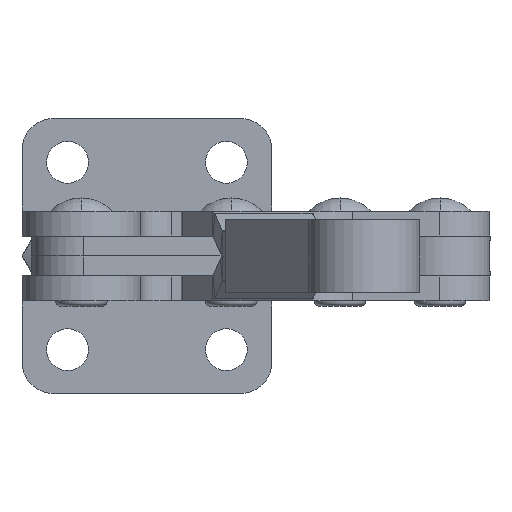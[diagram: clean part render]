
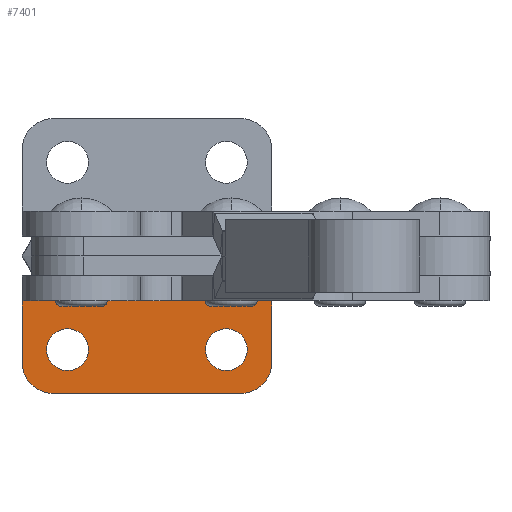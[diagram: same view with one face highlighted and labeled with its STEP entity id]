
A CAD part, front view. The second image highlights one B-rep face of the part: STEP entity #7401.
In plain terms, the highlighted planar face has unit normal (0, -1, 0).
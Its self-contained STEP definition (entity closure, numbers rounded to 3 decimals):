
#31 = DIRECTION ( 'NONE',  ( 0., 0., -1. ) ) ;
#237 = EDGE_CURVE ( 'NONE', #7230, #8419, #1918, .T. ) ;
#282 = EDGE_CURVE ( 'NONE', #7058, #8222, #861, .T. ) ;
#306 = AXIS2_PLACEMENT_3D ( 'NONE', #2708, #2065, #7873 ) ;
#435 = AXIS2_PLACEMENT_3D ( 'NONE', #3993, #7722, #1900 ) ;
#468 = AXIS2_PLACEMENT_3D ( 'NONE', #2912, #3606, #8360 ) ;
#515 = CARTESIAN_POINT ( 'NONE',  ( 0., -4., -10.4 ) ) ;
#567 = ORIENTED_EDGE ( 'NONE', *, *, #5306, .F. ) ;
#647 = VERTEX_POINT ( 'NONE', #5582 ) ;
#749 = AXIS2_PLACEMENT_3D ( 'NONE', #2373, #7168, #3044 ) ;
#790 = EDGE_CURVE ( 'NONE', #1171, #858, #3714, .T. ) ;
#849 = CARTESIAN_POINT ( 'NONE',  ( 32.7, -4., -18.2 ) ) ;
#858 = VERTEX_POINT ( 'NONE', #2290 ) ;
#861 = LINE ( 'NONE', #7582, #7870 ) ;
#1171 = VERTEX_POINT ( 'NONE', #7084 ) ;
#1217 = DIRECTION ( 'NONE',  ( 0., -1., 0. ) ) ;
#1418 = DIRECTION ( 'NONE',  ( 0., 0., -1. ) ) ;
#1503 = CARTESIAN_POINT ( 'NONE',  ( 35., -4., -25.2 ) ) ;
#1687 = EDGE_CURVE ( 'NONE', #8419, #7230, #3192, .T. ) ;
#1694 = EDGE_LOOP ( 'NONE', ( #6198, #7176 ) ) ;
#1723 = ORIENTED_EDGE ( 'NONE', *, *, #3341, .T. ) ;
#1868 = VECTOR ( 'NONE', #1418, 1000. ) ;
#1900 = DIRECTION ( 'NONE',  ( -1., 0., 0. ) ) ;
#1918 = CIRCLE ( 'NONE', #1979, 3.35 ) ;
#1979 = AXIS2_PLACEMENT_3D ( 'NONE', #849, #8251, #4214 ) ;
#2065 = DIRECTION ( 'NONE',  ( 0., -1., 0. ) ) ;
#2290 = CARTESIAN_POINT ( 'NONE',  ( 10.65, -4., -18.2 ) ) ;
#2373 = CARTESIAN_POINT ( 'NONE',  ( 35., -4., -20.2 ) ) ;
#2480 = AXIS2_PLACEMENT_3D ( 'NONE', #5310, #1217, #5979 ) ;
#2558 = DIRECTION ( 'NONE',  ( -1., 0., 0. ) ) ;
#2708 = CARTESIAN_POINT ( 'NONE',  ( 32.7, -4., -18.2 ) ) ;
#2809 = VERTEX_POINT ( 'NONE', #3040 ) ;
#2912 = CARTESIAN_POINT ( 'NONE',  ( -23.864, -4., -11.861 ) ) ;
#2917 = VERTEX_POINT ( 'NONE', #6516 ) ;
#3040 = CARTESIAN_POINT ( 'NONE',  ( 0., -4., -20.2 ) ) ;
#3044 = DIRECTION ( 'NONE',  ( -1., 0., 0. ) ) ;
#3192 = CIRCLE ( 'NONE', #306, 3.35 ) ;
#3341 = EDGE_CURVE ( 'NONE', #2809, #2917, #4793, .T. ) ;
#3383 = CIRCLE ( 'NONE', #2480, 3.35 ) ;
#3499 = CARTESIAN_POINT ( 'NONE',  ( 36.05, -4., -18.2 ) ) ;
#3606 = DIRECTION ( 'NONE',  ( 0., 1., 0. ) ) ;
#3714 = CIRCLE ( 'NONE', #435, 3.35 ) ;
#3849 = VERTEX_POINT ( 'NONE', #1503 ) ;
#3993 = CARTESIAN_POINT ( 'NONE',  ( 7.3, -4., -18.2 ) ) ;
#4099 = CARTESIAN_POINT ( 'NONE',  ( 29.35, -4., -18.2 ) ) ;
#4214 = DIRECTION ( 'NONE',  ( -1., 0., 0. ) ) ;
#4240 = CIRCLE ( 'NONE', #749, 5. ) ;
#4409 = ORIENTED_EDGE ( 'NONE', *, *, #7705, .T. ) ;
#4568 = ORIENTED_EDGE ( 'NONE', *, *, #4772, .T. ) ;
#4601 = CARTESIAN_POINT ( 'NONE',  ( 40., -4., -10.4 ) ) ;
#4709 = DIRECTION ( 'NONE',  ( 1., 0., 0. ) ) ;
#4772 = EDGE_CURVE ( 'NONE', #8222, #2809, #7112, .T. ) ;
#4793 = CIRCLE ( 'NONE', #8117, 5. ) ;
#5092 = ORIENTED_EDGE ( 'NONE', *, *, #237, .F. ) ;
#5262 = VECTOR ( 'NONE', #31, 1000. ) ;
#5306 = EDGE_CURVE ( 'NONE', #7058, #647, #5477, .T. ) ;
#5310 = CARTESIAN_POINT ( 'NONE',  ( 7.3, -4., -18.2 ) ) ;
#5477 = LINE ( 'NONE', #6872, #5262 ) ;
#5582 = CARTESIAN_POINT ( 'NONE',  ( 40., -4., -20.2 ) ) ;
#5630 = PLANE ( 'NONE',  #468 ) ;
#5688 = ORIENTED_EDGE ( 'NONE', *, *, #282, .T. ) ;
#5844 = ORIENTED_EDGE ( 'NONE', *, *, #1687, .F. ) ;
#5979 = DIRECTION ( 'NONE',  ( -1., 0., 0. ) ) ;
#6198 = ORIENTED_EDGE ( 'NONE', *, *, #6573, .F. ) ;
#6378 = FACE_BOUND ( 'NONE', #1694, .T. ) ;
#6450 = DIRECTION ( 'NONE',  ( -1., 0., 0. ) ) ;
#6467 = VECTOR ( 'NONE', #4709, 1000. ) ;
#6481 = DIRECTION ( 'NONE',  ( 0., -1., 0. ) ) ;
#6516 = CARTESIAN_POINT ( 'NONE',  ( 5., -4., -25.2 ) ) ;
#6573 = EDGE_CURVE ( 'NONE', #858, #1171, #3383, .T. ) ;
#6578 = FACE_OUTER_BOUND ( 'NONE', #7082, .T. ) ;
#6687 = ORIENTED_EDGE ( 'NONE', *, *, #7512, .T. ) ;
#6872 = CARTESIAN_POINT ( 'NONE',  ( 40., -4., -11.861 ) ) ;
#7058 = VERTEX_POINT ( 'NONE', #4601 ) ;
#7082 = EDGE_LOOP ( 'NONE', ( #5688, #4568, #1723, #4409, #6687, #567 ) ) ;
#7084 = CARTESIAN_POINT ( 'NONE',  ( 3.95, -4., -18.2 ) ) ;
#7112 = LINE ( 'NONE', #8245, #1868 ) ;
#7168 = DIRECTION ( 'NONE',  ( 0., -1., 0. ) ) ;
#7176 = ORIENTED_EDGE ( 'NONE', *, *, #790, .F. ) ;
#7230 = VERTEX_POINT ( 'NONE', #4099 ) ;
#7298 = CARTESIAN_POINT ( 'NONE',  ( 5., -4., -20.2 ) ) ;
#7401 = ADVANCED_FACE ( 'NONE', ( #6378, #8169, #6578 ), #5630, .F. ) ;
#7512 = EDGE_CURVE ( 'NONE', #3849, #647, #4240, .T. ) ;
#7582 = CARTESIAN_POINT ( 'NONE',  ( 9.5, -4., -10.4 ) ) ;
#7638 = LINE ( 'NONE', #8778, #6467 ) ;
#7705 = EDGE_CURVE ( 'NONE', #2917, #3849, #7638, .T. ) ;
#7722 = DIRECTION ( 'NONE',  ( 0., -1., 0. ) ) ;
#7870 = VECTOR ( 'NONE', #2558, 1000. ) ;
#7873 = DIRECTION ( 'NONE',  ( -1., 0., 0. ) ) ;
#8117 = AXIS2_PLACEMENT_3D ( 'NONE', #7298, #6481, #6450 ) ;
#8169 = FACE_BOUND ( 'NONE', #8409, .T. ) ;
#8222 = VERTEX_POINT ( 'NONE', #515 ) ;
#8245 = CARTESIAN_POINT ( 'NONE',  ( 0., -4., -11.861 ) ) ;
#8251 = DIRECTION ( 'NONE',  ( 0., -1., 0. ) ) ;
#8360 = DIRECTION ( 'NONE',  ( -1., 0., 0. ) ) ;
#8409 = EDGE_LOOP ( 'NONE', ( #5844, #5092 ) ) ;
#8419 = VERTEX_POINT ( 'NONE', #3499 ) ;
#8778 = CARTESIAN_POINT ( 'NONE',  ( -23.864, -4., -25.2 ) ) ;
